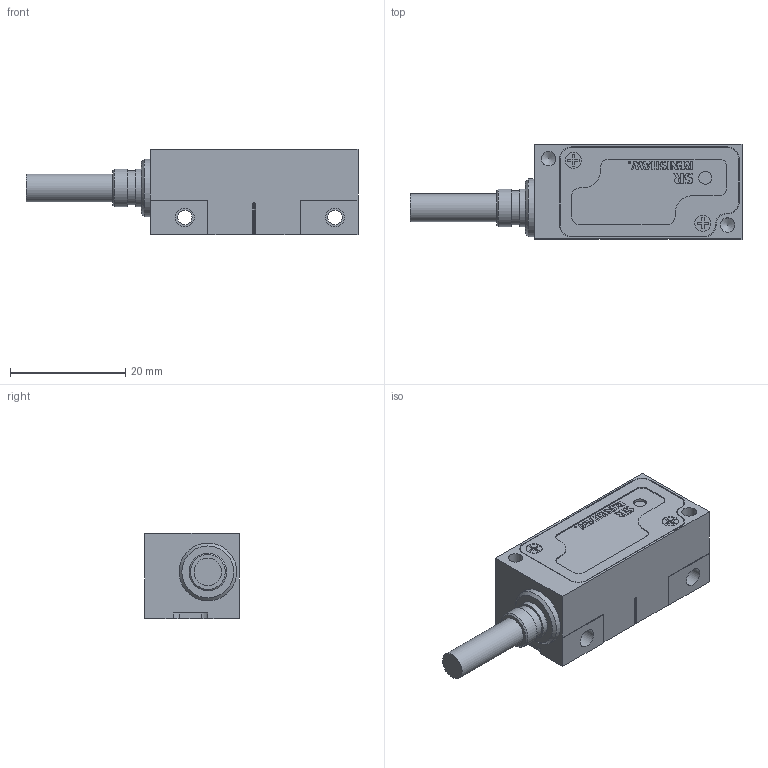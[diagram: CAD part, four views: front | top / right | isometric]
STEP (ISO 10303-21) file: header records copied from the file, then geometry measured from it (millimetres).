
FILE_DESCRIPTION(/* description */ (''),/* implementation_level */ '2;1');
FILE_NAME(/* name */ 'L-9517-4807-01-A',/* time_stamp */ '2007-01-23T14:35:04+00:00',/* author */ (''),/* organization */ (''),/* preprocessor_version */ 'ST-DEVELOPER v9',/* originating_system */ 'UGS - NX 3.0',/* authorisation */ '');
FILE_SCHEMA (('CONFIG_CONTROL_DESIGN'));
Length unit declared in the file: millimetre
Products named in the file (1): lm118E65bnsl
Bounding box: 57.5 x 16.5 x 14.8 mm (x, y, z)
Volume: 8855.5 mm3; surface area: 3566 mm2
Topology: 1 solids, 1 shells, 351 faces, 932 edges, 618 vertices
Faces by surface type: plane 211, extrusion 80, cylinder 54, cone 4, sphere 2
Full cylindrical faces by diameter (mm): 1.7 x2, 2.25 x1, 2.5 x4, 2.8 x2, 3.25 x4, 4.2 x2, 4.8 x1, 5.9 x1, 6.5 x2, 10 x1
Entity records: 10882 total; most frequent: CARTESIAN_POINT 2406, ORIENTED_EDGE 1800, DIRECTION 1468, EDGE_CURVE 900, VECTOR 704, LINE 624, VERTEX_POINT 614, EDGE_LOOP 416
